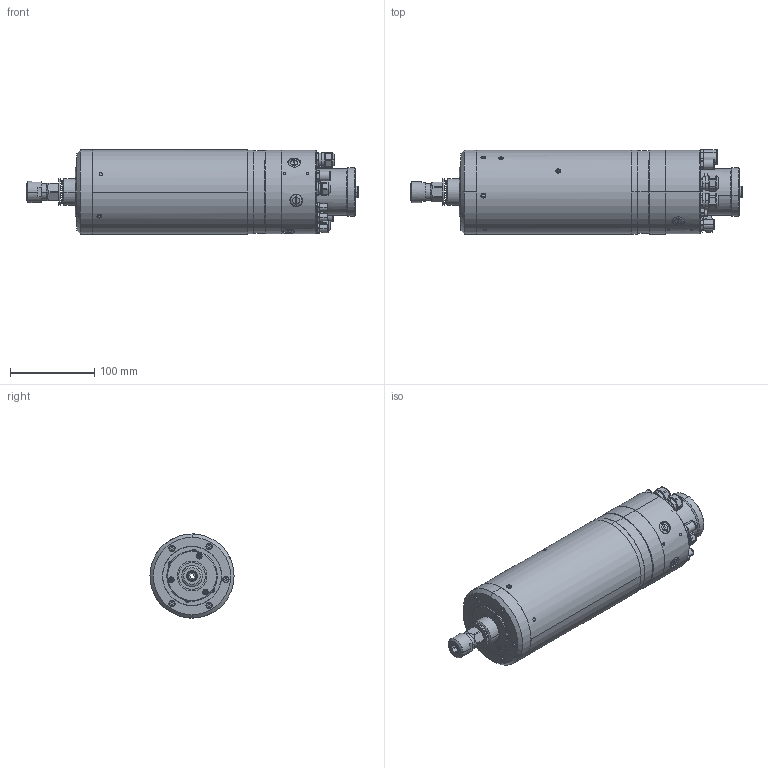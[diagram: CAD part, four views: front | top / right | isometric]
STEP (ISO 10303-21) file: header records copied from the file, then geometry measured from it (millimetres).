
FILE_DESCRIPTION (( 'STEP AP203' ), '1' );
FILE_NAME ('100A45HK-00-.STEP', '2013-08-12T08:57:53', ( '' ), ( '' ), 'SwSTEP 2.0', 'SolidWorks 2012', '' );
FILE_SCHEMA (( 'CONFIG_CONTROL_DESIGN' ));
Length unit declared in the file: millimetre
Products named in the file (1): 100A45HK-00-
Bounding box: 394.86 x 100.1 x 100.05 mm (x, y, z)
Surface area: 156177 mm2 (no closed solid volume)
Topology: 0 solids, 90 shells, 871 faces, 2702 edges, 1940 vertices
Faces by surface type: plane 370, cylinder 324, cone 109, torus 62, sphere 6
Entity records: 32667 total; most frequent: CARTESIAN_POINT 7718, DIRECTION 5667, ORIENTED_EDGE 4333, EDGE_CURVE 2692, AXIS2_PLACEMENT_3D 2228, VERTEX_POINT 1940, CIRCLE 1356, VECTOR 1211
